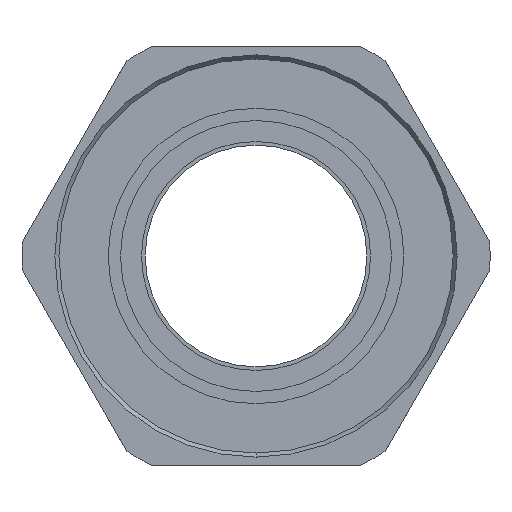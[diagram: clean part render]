
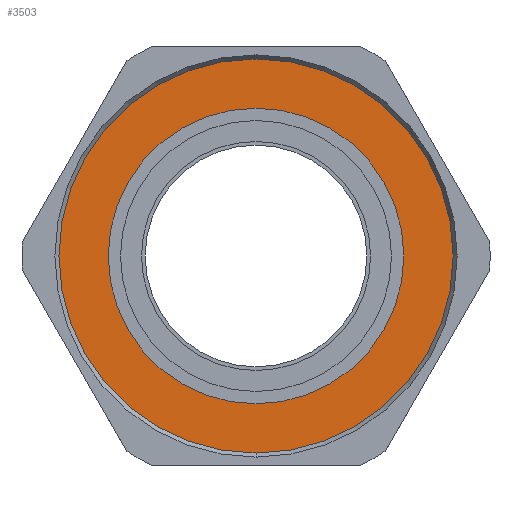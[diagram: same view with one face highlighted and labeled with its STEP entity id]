
A CAD part, front view. The second image highlights one B-rep face of the part: STEP entity #3503.
In plain terms, the highlighted planar face has unit normal (0, -1, 0).
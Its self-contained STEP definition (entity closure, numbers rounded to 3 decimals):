
#7 = VERTEX_POINT ( 'NONE', #2376 ) ;
#142 = DIRECTION ( 'NONE',  ( 0., 0., 1. ) ) ;
#318 = EDGE_CURVE ( 'NONE', #7, #3485, #3550, .T. ) ;
#502 = DIRECTION ( 'NONE',  ( 0., -1., 0. ) ) ;
#672 = FACE_BOUND ( 'NONE', #2595, .T. ) ;
#696 = VERTEX_POINT ( 'NONE', #2307 ) ;
#770 = ORIENTED_EDGE ( 'NONE', *, *, #3235, .F. ) ;
#948 = VERTEX_POINT ( 'NONE', #2062 ) ;
#1024 = DIRECTION ( 'NONE',  ( 0., 1., 0. ) ) ;
#1129 = PLANE ( 'NONE',  #1920 ) ;
#1532 = DIRECTION ( 'NONE',  ( 0., 1., 0. ) ) ;
#1640 = DIRECTION ( 'NONE',  ( 0., -1., 0. ) ) ;
#1681 = ORIENTED_EDGE ( 'NONE', *, *, #318, .F. ) ;
#1774 = AXIS2_PLACEMENT_3D ( 'NONE', #3695, #1024, #3402 ) ;
#1919 = CARTESIAN_POINT ( 'NONE',  ( 8., 0., 0. ) ) ;
#1920 = AXIS2_PLACEMENT_3D ( 'NONE', #1919, #1532, #4338 ) ;
#2062 = CARTESIAN_POINT ( 'NONE',  ( 0., 0., -6. ) ) ;
#2208 = EDGE_CURVE ( 'NONE', #696, #948, #3995, .T. ) ;
#2248 = EDGE_LOOP ( 'NONE', ( #1681, #3825 ) ) ;
#2307 = CARTESIAN_POINT ( 'NONE',  ( 0., 0., 6. ) ) ;
#2321 = CARTESIAN_POINT ( 'NONE',  ( 0., 0., -8. ) ) ;
#2376 = CARTESIAN_POINT ( 'NONE',  ( 0., 0., 8. ) ) ;
#2530 = DIRECTION ( 'NONE',  ( 0., 1., 0. ) ) ;
#2595 = EDGE_LOOP ( 'NONE', ( #2644, #770 ) ) ;
#2610 = CIRCLE ( 'NONE', #4805, 6. ) ;
#2644 = ORIENTED_EDGE ( 'NONE', *, *, #2208, .F. ) ;
#2663 = FACE_OUTER_BOUND ( 'NONE', #2248, .T. ) ;
#2795 = EDGE_CURVE ( 'NONE', #3485, #7, #4885, .T. ) ;
#2874 = CARTESIAN_POINT ( 'NONE',  ( 0., 0., 0. ) ) ;
#3235 = EDGE_CURVE ( 'NONE', #948, #696, #2610, .T. ) ;
#3274 = DIRECTION ( 'NONE',  ( 1., 0., 0. ) ) ;
#3402 = DIRECTION ( 'NONE',  ( 0., 0., 1. ) ) ;
#3485 = VERTEX_POINT ( 'NONE', #2321 ) ;
#3503 = ADVANCED_FACE ( 'NONE', ( #672, #2663 ), #1129, .F. ) ;
#3550 = CIRCLE ( 'NONE', #1774, 8. ) ;
#3695 = CARTESIAN_POINT ( 'NONE',  ( 0., 0., 0. ) ) ;
#3825 = ORIENTED_EDGE ( 'NONE', *, *, #2795, .F. ) ;
#3901 = AXIS2_PLACEMENT_3D ( 'NONE', #2874, #502, #3274 ) ;
#3995 = CIRCLE ( 'NONE', #3901, 6. ) ;
#4017 = CARTESIAN_POINT ( 'NONE',  ( 0., 0., 0. ) ) ;
#4338 = DIRECTION ( 'NONE',  ( 0., 0., 1. ) ) ;
#4439 = DIRECTION ( 'NONE',  ( 1., 0., 0. ) ) ;
#4805 = AXIS2_PLACEMENT_3D ( 'NONE', #4017, #1640, #4439 ) ;
#4885 = CIRCLE ( 'NONE', #4926, 8. ) ;
#4926 = AXIS2_PLACEMENT_3D ( 'NONE', #4941, #2530, #142 ) ;
#4941 = CARTESIAN_POINT ( 'NONE',  ( 0., 0., 0. ) ) ;
